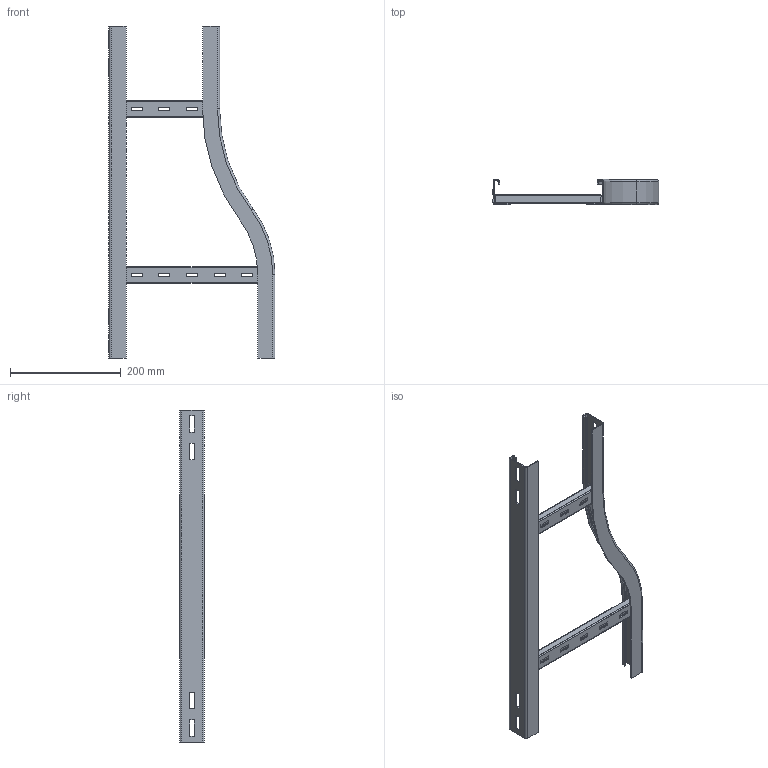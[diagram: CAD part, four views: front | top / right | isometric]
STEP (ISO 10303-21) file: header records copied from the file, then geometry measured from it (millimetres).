
FILE_DESCRIPTION(/* description */ (''),/* implementation_level */ '2;1');
FILE_NAME(/* name */ 'RDPC300_200H45.stp',/* time_stamp */ '2020-03-25T13:22:51+01:00',/* author */ ('stanislaw.luczak'),/* organization */ (''),/* preprocessor_version */ 'ST-DEVELOPER v18',/* originating_system */ 'Autodesk Inventor 2020',/* authorisation */ '');
FILE_SCHEMA (('AUTOMOTIVE_DESIGN { 1 0 10303 214 3 1 1 }'));
Length unit declared in the file: millimetre
Products named in the file (5): RDPC300_200H45; LDC...H45N wewnętrzny; LDC...H45N wewnętrzny_1; szczebel 30x15x190; szczebel 30x15x290
Assembly tree (4 placements, depth 2):
  RDPC300_200H45
    LDC...H45N wewnętrzny
    LDC...H45N wewnętrzny_1
    szczebel 30x15x190
    szczebel 30x15x290
Bounding box: 300 x 45 x 600 mm (x, y, z)
Volume: 252825.6 mm3; surface area: 276870.2 mm2
Topology: 4 solids, 4 shells, 227 faces, 539 edges, 320 vertices
Faces by surface type: plane 171, cylinder 44, torus 12
Entity records: 6600 total; most frequent: DIRECTION 1117, CARTESIAN_POINT 1095, ORIENTED_EDGE 1078, EDGE_CURVE 539, LINE 433, VECTOR 433, AXIS2_PLACEMENT_3D 342, VERTEX_POINT 320
